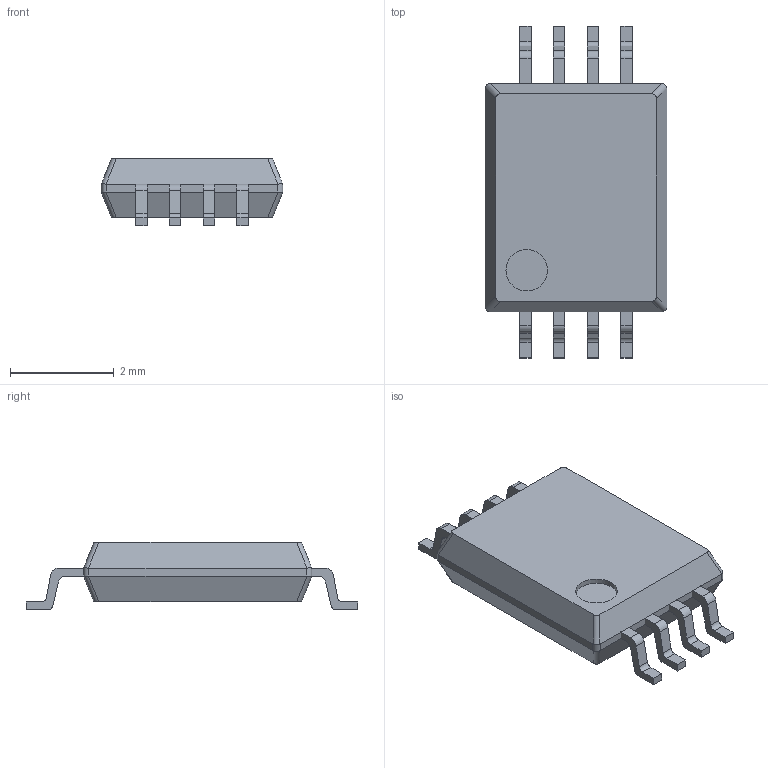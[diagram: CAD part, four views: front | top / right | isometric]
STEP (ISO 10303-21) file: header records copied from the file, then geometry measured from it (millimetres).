
FILE_DESCRIPTION(/* description */ (''),/* implementation_level */ '2;1');
FILE_NAME(/* name */ 'Nissinbo_SSOP8.step',/* time_stamp */ '2023-09-27T17:44:07+09:00',/* author */ (''),/* organization */ (''),/* preprocessor_version */ 'ST-DEVELOPER v20',/* originating_system */ 'Autodesk Translation Framework v12.9.0.99',/* authorisation */ '');
FILE_SCHEMA (('AUTOMOTIVE_DESIGN { 1 0 10303 214 3 1 1 }'));
Length unit declared in the file: millimetre
Products named in the file (3): Nissinbo_SSOP8; コンポーネント2; コンポーネント1
Assembly tree (5 placements, depth 2):
  Nissinbo_SSOP8
    コンポーネント1  x4
    コンポーネント2
Bounding box: 3.5 x 6.4 x 1.3 mm (x, y, z)
Volume: 17.1 mm3; surface area: 65.6 mm2
Topology: 5 solids, 5 shells, 116 faces, 315 edges, 210 vertices
Faces by surface type: plane 71, cylinder 45
Full cylindrical faces by diameter (mm): 0.8 x1
Entity records: 1712 total; most frequent: DIRECTION 301, CARTESIAN_POINT 283, ORIENTED_EDGE 270, EDGE_CURVE 135, AXIS2_PLACEMENT_3D 108, VERTEX_POINT 90, LINE 85, VECTOR 85
